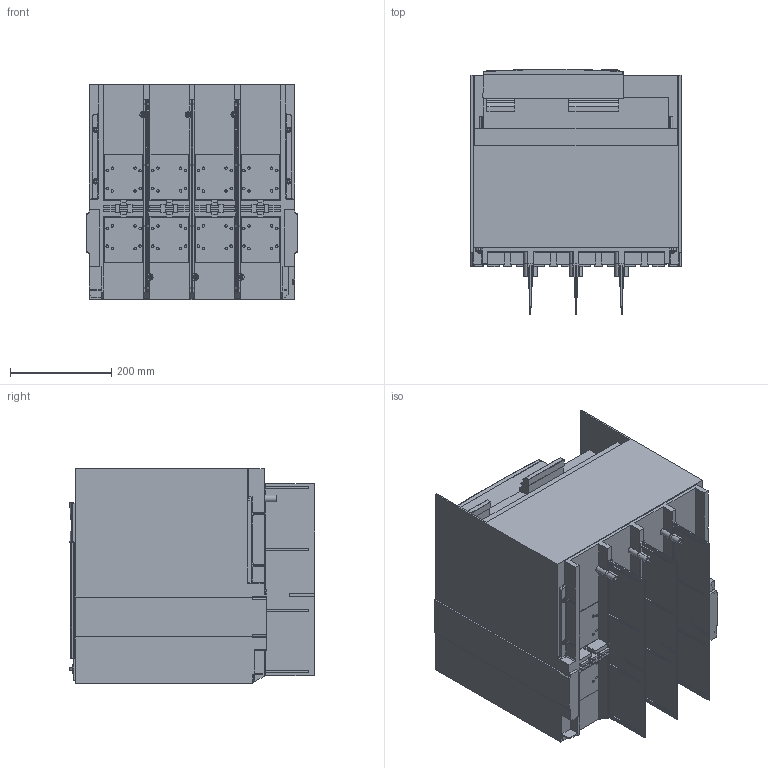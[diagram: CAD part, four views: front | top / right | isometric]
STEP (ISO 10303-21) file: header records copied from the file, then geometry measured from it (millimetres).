
FILE_DESCRIPTION(('CATIA V5 STEP Exchange'),'2;1');
FILE_NAME('1SDH001336R0403_E2.2-E W IV PROTECTIONS AND PHASE BARRIERS.stp','2022-09-12T09:52:19+00:00',('none'),('none'),'CATIA Version 5-6 Release 2014 SP7','CATIA V5 STEP AP203','none');
FILE_SCHEMA(('CONFIG_CONTROL_DESIGN'));
Products named in the file (1): 1SDH001336R0403_E2.2-E W IV PROTECTIONS AND PHASE BARRIERS
Bounding box: 415 x 485.39 x 425 mm (x, y, z)
Volume: 45655045.3 mm3; surface area: 2914446.8 mm2
Topology: 24 solids, 74 shells, 2523 faces, 6561 edges, 4203 vertices
Faces by surface type: plane 1424, cylinder 804, cone 80, torus 74, sphere 68, bspline 50, extrusion 20, revolution 3
Entity records: 78373 total; most frequent: CARTESIAN_POINT 20669, ORIENTED_EDGE 12874, DIRECTION 9736, EDGE_CURVE 6437, VECTOR 4443, LINE 4423, VERTEX_POINT 4203, AXIS2_PLACEMENT_3D 3386
